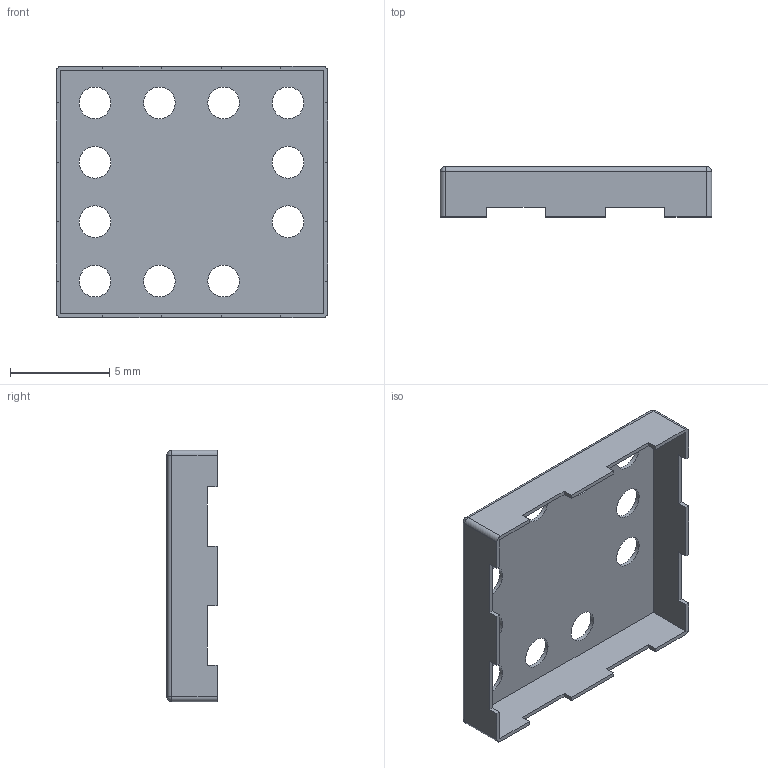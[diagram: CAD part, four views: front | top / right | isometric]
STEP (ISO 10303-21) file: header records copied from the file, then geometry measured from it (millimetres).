
FILE_DESCRIPTION(/* description */ (''),/* implementation_level */ '2;1');
FILE_NAME(/* name */ 'BMI-S-101.step',/* time_stamp */ '2017-03-15T23:23:27-07:00',/* author */ (''),/* organization */ (''),/* preprocessor_version */ 'ST-DEVELOPER v16.5',/* originating_system */ 'Autodesk Translation Framework v5.2.0.2920',/* authorisation */ '');
FILE_SCHEMA (('AUTOMOTIVE_DESIGN { 1 0 10303 214 3 1 1 }'));
Length unit declared in the file: millimetre
Products named in the file (1): BMI-S-101 v1
Bounding box: 13.7 x 2.54 x 12.7 mm (x, y, z)
Volume: 51.5 mm3; surface area: 539.5 mm2
Topology: 1 solids, 1 shells, 65 faces, 177 edges, 114 vertices
Faces by surface type: plane 42, cylinder 19, sphere 4
Full cylindrical faces by diameter (mm): 1.6 x11
Entity records: 2044 total; most frequent: CARTESIAN_POINT 346, DIRECTION 336, ORIENTED_EDGE 332, EDGE_CURVE 166, LINE 128, VECTOR 128, VERTEX_POINT 114, AXIS2_PLACEMENT_3D 104
